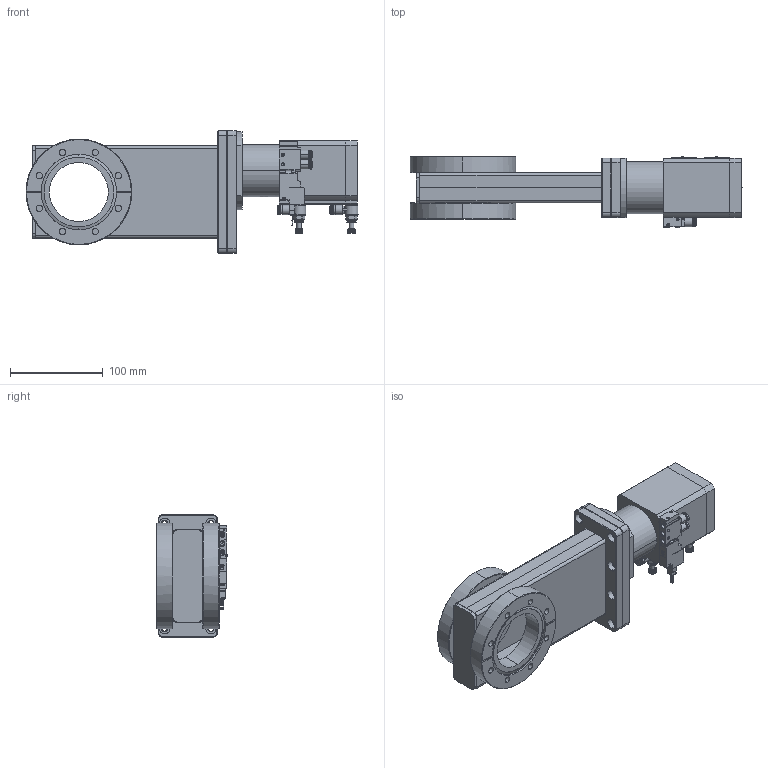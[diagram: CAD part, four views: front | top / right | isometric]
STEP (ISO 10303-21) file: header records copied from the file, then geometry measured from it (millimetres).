
FILE_DESCRIPTION (( 'STEP AP214' ), '1' );
FILE_NAME ('G2500-220-11(450250)-1200_Gate Valve_Viton® seal bonnet and gate__Electro-pneumatic actuator_24VDC solenoid_Reed Switch position indicator_SST.STEP', '2025-01-24T15:35:33', ( '' ), ( '' ), 'SwSTEP 2.0', 'SolidWorks 2023', '' );
FILE_SCHEMA (( 'AUTOMOTIVE_DESIGN' ));
Length unit declared in the file: inch
Products named in the file (1): G2500-220-11(450250)-1200_Gate Valve_Viton® seal bonnet and gate__Electro-pneumatic actuator_24VDC solenoid_Reed Switch position indicator_SST
Bounding box: 358 x 76.6 x 132 mm (x, y, z)
Surface area: 234361.6 mm2 (no closed solid volume)
Topology: 0 solids, 33 shells, 1225 faces, 3954 edges, 2599 vertices
Faces by surface type: plane 642, cylinder 370, cone 195, bspline 11, torus 7
Entity records: 44446 total; most frequent: CARTESIAN_POINT 11008, DIRECTION 6997, ORIENTED_EDGE 6216, EDGE_CURVE 3950, VERTEX_POINT 2599, AXIS2_PLACEMENT_3D 2570, VECTOR 1857, LINE 1857
